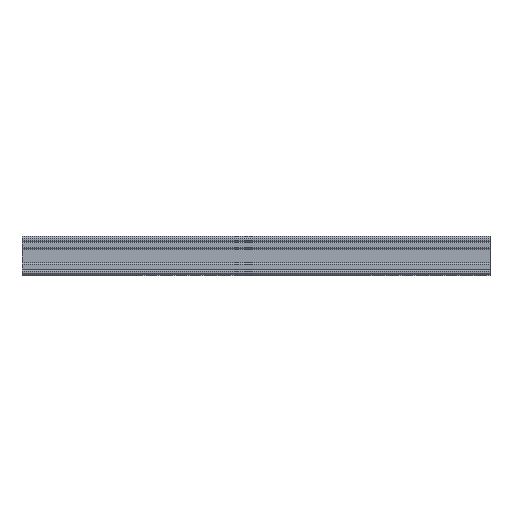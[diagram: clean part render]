
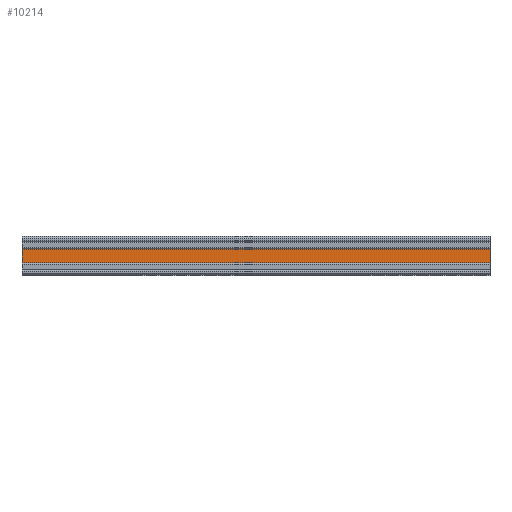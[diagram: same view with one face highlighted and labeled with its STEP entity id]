
A CAD part, left-side view. The second image highlights one B-rep face of the part: STEP entity #10214.
In plain terms, the highlighted planar face has unit normal (-1, 0, 0).
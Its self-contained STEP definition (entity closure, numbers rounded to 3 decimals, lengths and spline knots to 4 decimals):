
#265 = EDGE_CURVE ( 'NONE', #23009, #20471, #11863, .T. ) ;
#1123 = DIRECTION ( 'NONE',  ( 1., 0., 0. ) ) ;
#1236 = CARTESIAN_POINT ( 'NONE',  ( -0.2145, 9.166, 0. ) ) ;
#1558 = CARTESIAN_POINT ( 'NONE',  ( -0.2145, 9., -0.1822 ) ) ;
#3148 = ORIENTED_EDGE ( 'NONE', *, *, #27173, .F. ) ;
#3279 = VECTOR ( 'NONE', #22831, 39.3701 ) ;
#3314 = EDGE_CURVE ( 'NONE', #20471, #22387, #5307, .T. ) ;
#3916 = ORIENTED_EDGE ( 'NONE', *, *, #265, .T. ) ;
#4090 = ORIENTED_EDGE ( 'NONE', *, *, #10065, .F. ) ;
#4512 = CARTESIAN_POINT ( 'NONE',  ( -0.2145, 0., 0.1822 ) ) ;
#4694 = CARTESIAN_POINT ( 'NONE',  ( -0.2145, 9., 0.1822 ) ) ;
#5307 = LINE ( 'NONE', #25850, #3279 ) ;
#6373 = ORIENTED_EDGE ( 'NONE', *, *, #3314, .T. ) ;
#8632 = CARTESIAN_POINT ( 'NONE',  ( -0.2145, 0., -0.1822 ) ) ;
#9265 = PLANE ( 'NONE',  #29141 ) ;
#10065 = EDGE_CURVE ( 'NONE', #23009, #31633, #32249, .T. ) ;
#10214 = ADVANCED_FACE ( 'NONE', ( #26464 ), #9265, .F. ) ;
#11863 = LINE ( 'NONE', #22594, #12236 ) ;
#12236 = VECTOR ( 'NONE', #25274, 39.3701 ) ;
#13839 = VECTOR ( 'NONE', #22642, 39.3701 ) ;
#19491 = DIRECTION ( 'NONE',  ( 0., 0., -1. ) ) ;
#20409 = LINE ( 'NONE', #32815, #13839 ) ;
#20471 = VERTEX_POINT ( 'NONE', #8632 ) ;
#22387 = VERTEX_POINT ( 'NONE', #4512 ) ;
#22594 = CARTESIAN_POINT ( 'NONE',  ( -0.2145, 9., -0.1822 ) ) ;
#22642 = DIRECTION ( 'NONE',  ( 0., -1., 0. ) ) ;
#22657 = DIRECTION ( 'NONE',  ( 0., 0., 1. ) ) ;
#22831 = DIRECTION ( 'NONE',  ( 0., 0., 1. ) ) ;
#23009 = VERTEX_POINT ( 'NONE', #1558 ) ;
#25274 = DIRECTION ( 'NONE',  ( 0., -1., 0. ) ) ;
#25850 = CARTESIAN_POINT ( 'NONE',  ( -0.2145, 0., 0. ) ) ;
#26464 = FACE_OUTER_BOUND ( 'NONE', #30215, .T. ) ;
#27173 = EDGE_CURVE ( 'NONE', #31633, #22387, #20409, .T. ) ;
#27740 = VECTOR ( 'NONE', #22657, 39.3701 ) ;
#29141 = AXIS2_PLACEMENT_3D ( 'NONE', #1236, #1123, #19491 ) ;
#29845 = CARTESIAN_POINT ( 'NONE',  ( -0.2145, 9., 0. ) ) ;
#30215 = EDGE_LOOP ( 'NONE', ( #4090, #3916, #6373, #3148 ) ) ;
#31633 = VERTEX_POINT ( 'NONE', #4694 ) ;
#32249 = LINE ( 'NONE', #29845, #27740 ) ;
#32815 = CARTESIAN_POINT ( 'NONE',  ( -0.2145, 9., 0.1822 ) ) ;
